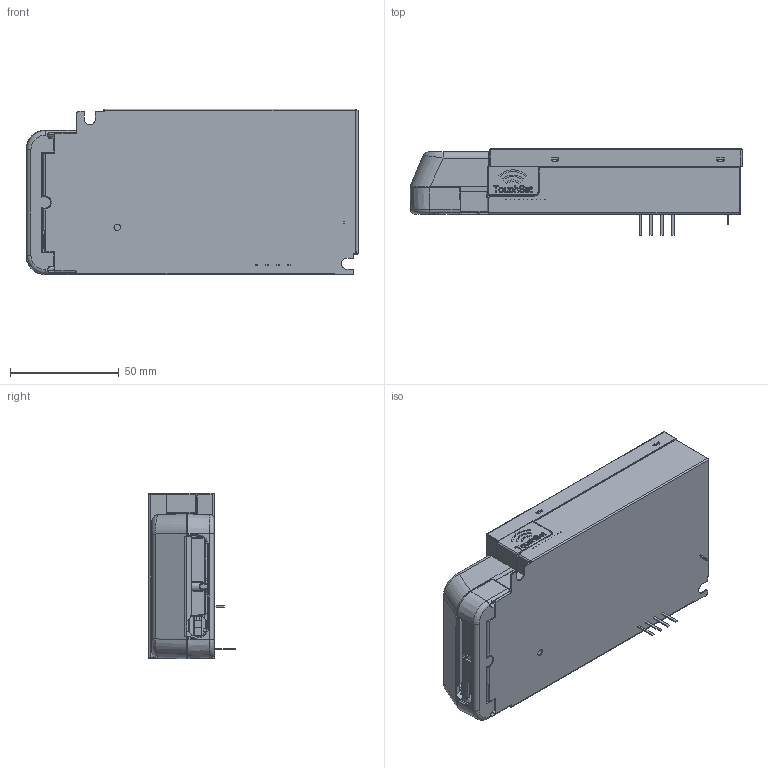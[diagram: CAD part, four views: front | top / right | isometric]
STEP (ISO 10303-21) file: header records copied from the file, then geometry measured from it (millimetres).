
FILE_DESCRIPTION((''),'2;1');
FILE_NAME('A6667-A_50W_ASM','2017-09-30T',('Administrator'),(''),'PRO/ENGINEER BY PARAMETRIC TECHNOLOGY CORPORATION, 2007450','PRO/ENGINEER BY PARAMETRIC TECHNOLOGY CORPORATION, 2007450','');
FILE_SCHEMA(('CONFIG_CONTROL_DESIGN'));
Length unit declared in the file: millimetre
Products named in the file (18): PCB_A6667; GBU406; RADIATOR_PLATE; STF13N80K5; 3P5_TERMINAL; ______; 2112-1X10G00RB; ANTENNA-4; PLACEMENT_A6667-50W_ASM; BOTTOM_COVER-A_A6667; LOCK_SPRING; TOP_COVER_A6667; INSULATION_TRIP-A_A6667; ECM000124_ISS_07; ECM000125_ISS_07; ECM000126_ISS_07; NFC_COVER-A6667; A6667-A_50W_ASM
Assembly tree (20 placements, depth 3):
  A6667-A_50W_ASM
    PLACEMENT_A6667-50W_ASM
      PCB_A6667
      GBU406
      RADIATOR_PLATE
      STF13N80K5
      3P5_TERMINAL  x4
      ______
      2112-1X10G00RB
      ANTENNA-4
    BOTTOM_COVER-A_A6667
    LOCK_SPRING
    TOP_COVER_A6667
    INSULATION_TRIP-A_A6667
    ECM000124_ISS_07
    ECM000125_ISS_07
    ECM000126_ISS_07
    NFC_COVER-A6667
Bounding box: 152.38 x 39.55 x 76 mm (x, y, z)
Volume: 62227.3 mm3; surface area: 172438.7 mm2
Topology: 20 solids, 20 shells, 3851 faces, 10366 edges, 6689 vertices
Faces by surface type: plane 3080, cylinder 469, extrusion 106, bspline 87, sphere 43, cone 37, torus 29
Entity records: 123729 total; most frequent: CARTESIAN_POINT 30343, ORIENTED_EDGE 20174, DIRECTION 17626, EDGE_CURVE 10087, VECTOR 8528, LINE 8422, VERTEX_POINT 6521, AXIS2_PLACEMENT_3D 4549
